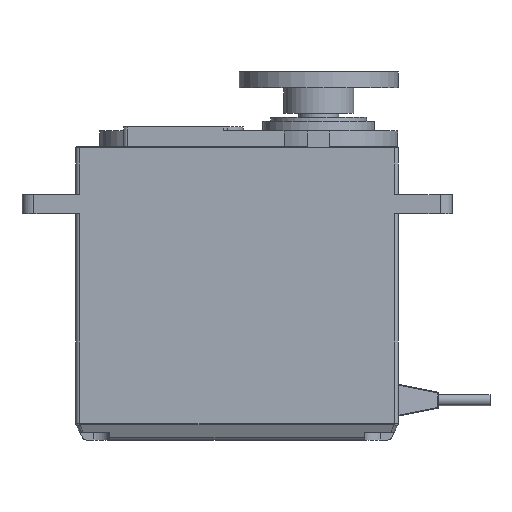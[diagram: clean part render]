
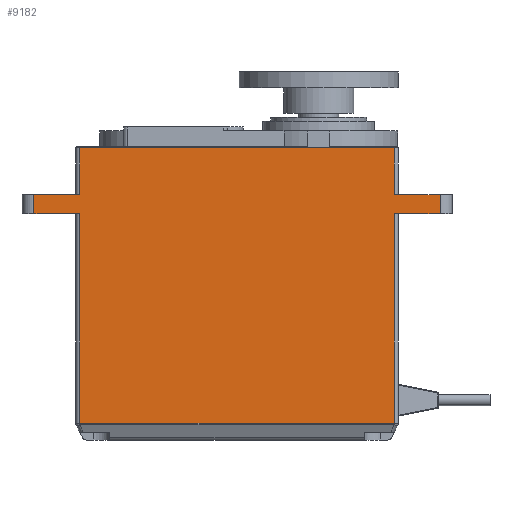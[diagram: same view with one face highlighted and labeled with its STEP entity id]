
A CAD part, front view. The second image highlights one B-rep face of the part: STEP entity #9182.
In plain terms, the highlighted planar face has unit normal (0, -1, 0).
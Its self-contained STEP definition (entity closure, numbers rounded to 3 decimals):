
#1146=FACE_OUTER_BOUND('',#1672,.T.);
#1672=EDGE_LOOP('',(#7068,#7069,#7070,#7071,#7072,#7073,#7074,#7075,#7076,
#7077,#7078,#7079));
#2291=LINE('',#15526,#3104);
#2303=LINE('',#15562,#3116);
#2305=LINE('',#15566,#3118);
#2306=LINE('',#15568,#3119);
#2307=LINE('',#15570,#3120);
#2308=LINE('',#15572,#3121);
#2309=LINE('',#15574,#3122);
#2310=LINE('',#15576,#3123);
#2311=LINE('',#15578,#3124);
#2312=LINE('',#15580,#3125);
#2313=LINE('',#15582,#3126);
#2314=LINE('',#15583,#3127);
#3104=VECTOR('',#10620,10.);
#3116=VECTOR('',#10656,10.);
#3118=VECTOR('',#10660,10.);
#3119=VECTOR('',#10661,10.);
#3120=VECTOR('',#10662,10.);
#3121=VECTOR('',#10663,10.);
#3122=VECTOR('',#10664,10.);
#3123=VECTOR('',#10665,10.);
#3124=VECTOR('',#10666,10.);
#3125=VECTOR('',#10667,10.);
#3126=VECTOR('',#10668,10.);
#3127=VECTOR('',#10669,10.);
#4023=VERTEX_POINT('',#15520);
#4025=VERTEX_POINT('',#15524);
#4037=VERTEX_POINT('',#15560);
#4038=VERTEX_POINT('',#15565);
#4039=VERTEX_POINT('',#15567);
#4040=VERTEX_POINT('',#15569);
#4041=VERTEX_POINT('',#15571);
#4042=VERTEX_POINT('',#15573);
#4043=VERTEX_POINT('',#15575);
#4044=VERTEX_POINT('',#15577);
#4045=VERTEX_POINT('',#15579);
#4046=VERTEX_POINT('',#15581);
#5123=EDGE_CURVE('',#4023,#4025,#2291,.T.);
#5141=EDGE_CURVE('',#4037,#4025,#2303,.T.);
#5143=EDGE_CURVE('',#4038,#4037,#2305,.T.);
#5144=EDGE_CURVE('',#4039,#4038,#2306,.T.);
#5145=EDGE_CURVE('',#4040,#4039,#2307,.T.);
#5146=EDGE_CURVE('',#4041,#4040,#2308,.T.);
#5147=EDGE_CURVE('',#4042,#4041,#2309,.T.);
#5148=EDGE_CURVE('',#4043,#4042,#2310,.T.);
#5149=EDGE_CURVE('',#4044,#4043,#2311,.T.);
#5150=EDGE_CURVE('',#4045,#4044,#2312,.T.);
#5151=EDGE_CURVE('',#4046,#4045,#2313,.T.);
#5152=EDGE_CURVE('',#4023,#4046,#2314,.T.);
#7068=ORIENTED_EDGE('',*,*,#5123,.T.);
#7069=ORIENTED_EDGE('',*,*,#5141,.F.);
#7070=ORIENTED_EDGE('',*,*,#5143,.F.);
#7071=ORIENTED_EDGE('',*,*,#5144,.F.);
#7072=ORIENTED_EDGE('',*,*,#5145,.F.);
#7073=ORIENTED_EDGE('',*,*,#5146,.F.);
#7074=ORIENTED_EDGE('',*,*,#5147,.F.);
#7075=ORIENTED_EDGE('',*,*,#5148,.F.);
#7076=ORIENTED_EDGE('',*,*,#5149,.F.);
#7077=ORIENTED_EDGE('',*,*,#5150,.F.);
#7078=ORIENTED_EDGE('',*,*,#5151,.F.);
#7079=ORIENTED_EDGE('',*,*,#5152,.F.);
#8815=PLANE('',#9612);
#9182=ADVANCED_FACE('',(#1146),#8815,.T.);
#9612=AXIS2_PLACEMENT_3D('',#15564,#10658,#10659);
#10620=DIRECTION('',(-1.,0.,0.));
#10656=DIRECTION('',(0.,0.,1.));
#10658=DIRECTION('center_axis',(0.,-1.,0.));
#10659=DIRECTION('ref_axis',(-1.,0.,0.));
#10660=DIRECTION('',(1.,0.,0.));
#10661=DIRECTION('',(0.,0.,1.));
#10662=DIRECTION('',(-1.,0.,0.));
#10663=DIRECTION('',(0.,0.,1.));
#10664=DIRECTION('',(-1.,0.,0.));
#10665=DIRECTION('',(0.,0.,-1.));
#10666=DIRECTION('',(-1.,0.,0.));
#10667=DIRECTION('',(0.,0.,-1.));
#10668=DIRECTION('',(1.,0.,0.));
#10669=DIRECTION('',(0.,0.,-1.));
#15520=CARTESIAN_POINT('',(19.75,-10.,-0.1));
#15524=CARTESIAN_POINT('',(-19.75,-10.,-0.1));
#15526=CARTESIAN_POINT('',(10.125,-10.,-0.1));
#15560=CARTESIAN_POINT('',(-19.75,-10.,-6.));
#15562=CARTESIAN_POINT('',(-19.75,-10.,0.));
#15564=CARTESIAN_POINT('Origin',(20.25,-10.,0.));
#15565=CARTESIAN_POINT('',(-25.5,-10.,-6.));
#15566=CARTESIAN_POINT('',(-27.,-10.,-6.));
#15567=CARTESIAN_POINT('',(-25.5,-10.,-8.4));
#15568=CARTESIAN_POINT('',(-25.5,-10.,-3.));
#15569=CARTESIAN_POINT('',(-19.75,-10.,-8.4));
#15570=CARTESIAN_POINT('',(-27.,-10.,-8.4));
#15571=CARTESIAN_POINT('',(-19.75,-10.,-34.682));
#15572=CARTESIAN_POINT('',(-19.75,-10.,0.));
#15573=CARTESIAN_POINT('',(19.75,-10.,-34.682));
#15574=CARTESIAN_POINT('',(15.188,-10.,-34.682));
#15575=CARTESIAN_POINT('',(19.75,-10.,-8.4));
#15576=CARTESIAN_POINT('',(19.75,-10.,0.));
#15577=CARTESIAN_POINT('',(25.5,-10.,-8.4));
#15578=CARTESIAN_POINT('',(-27.,-10.,-8.4));
#15579=CARTESIAN_POINT('',(25.5,-10.,-6.));
#15580=CARTESIAN_POINT('',(25.5,-10.,-3.));
#15581=CARTESIAN_POINT('',(19.75,-10.,-6.));
#15582=CARTESIAN_POINT('',(-27.,-10.,-6.));
#15583=CARTESIAN_POINT('',(19.75,-10.,0.));
